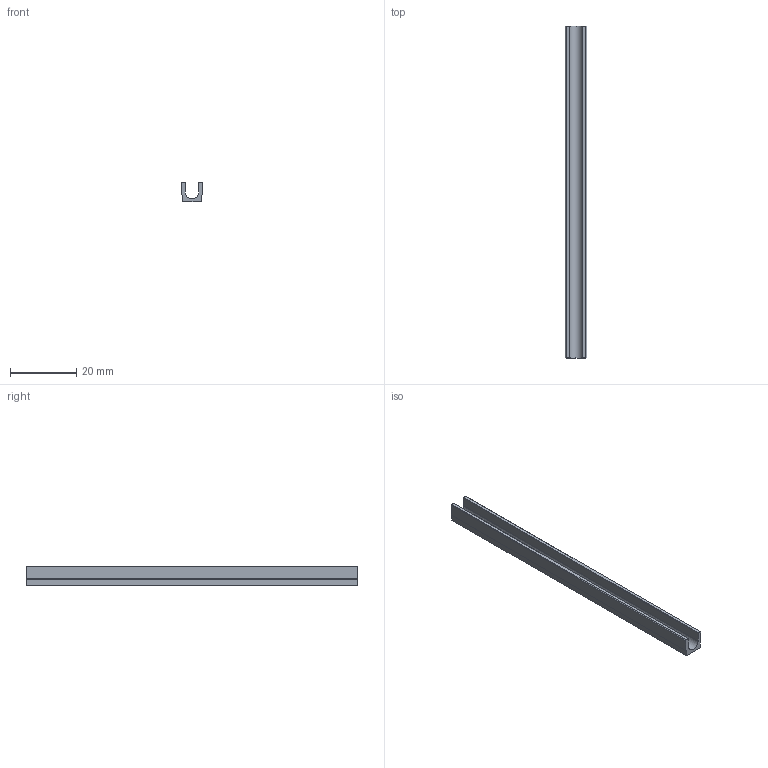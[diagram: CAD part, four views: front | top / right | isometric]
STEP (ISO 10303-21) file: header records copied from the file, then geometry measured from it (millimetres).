
FILE_DESCRIPTION(/* description */ (''),/* implementation_level */ '2;1');
FILE_NAME(/* name */ '2020_5_Stealth_Profile_Cover.step',/* time_stamp */ '2022-05-09T20:40:18+02:00',/* author */ (''),/* organization */ (''),/* preprocessor_version */ 'ST-DEVELOPER v18.1',/* originating_system */ 'Autodesk Translation Framework v10.14.0.1471',/* authorisation */ '');
FILE_SCHEMA (('AUTOMOTIVE_DESIGN { 1 0 10303 214 3 1 1 }'));
Length unit declared in the file: millimetre
Products named in the file (1): 2020 Stealth Profile Cover
Bounding box: 6.4 x 100 x 5.99 mm (x, y, z)
Volume: 1881.5 mm3; surface area: 3270.3 mm2
Topology: 1 solids, 1 shells, 20 faces, 54 edges, 36 vertices
Faces by surface type: plane 19, cylinder 1
Entity records: 667 total; most frequent: CARTESIAN_POINT 111, ORIENTED_EDGE 108, DIRECTION 98, EDGE_CURVE 54, LINE 52, VECTOR 52, VERTEX_POINT 36, AXIS2_PLACEMENT_3D 23
